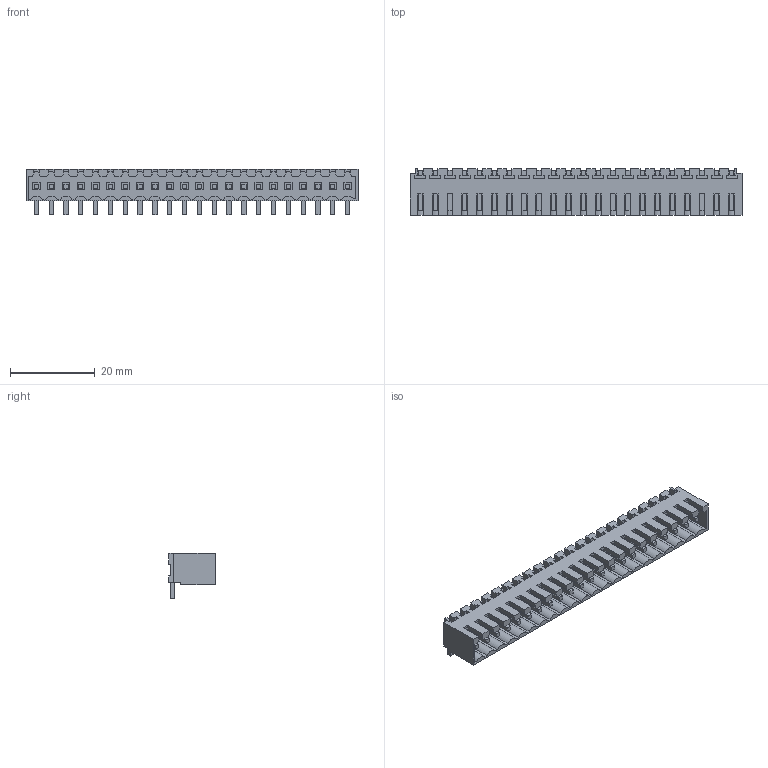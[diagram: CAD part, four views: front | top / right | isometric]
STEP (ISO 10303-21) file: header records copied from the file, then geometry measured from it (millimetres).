
FILE_DESCRIPTION(('CATIA V5 STEP Exchange','CAx-IF Rec.Pracs.--- Model Styling and Organization---1.2---2011-12-15'),'2;1');
FILE_NAME ('D1457199_0_1841830000_1841830000.stp','2018-03-10T11:10:10+00:00',('none'),('Weidmueller'),'CATIA Version 5-6 Release 2014','CATIA V5 STEP AP214','none');
FILE_SCHEMA(('AUTOMOTIVE_DESIGN { 1 0 10303 214 1 1 1 1 }'));
Length unit declared in the file: millimetre
Products named in the file (1): 1841830000
Bounding box: 78.4 x 11.05 x 10.65 mm (x, y, z)
Volume: 2614.8 mm3; surface area: 7218 mm2
Topology: 23 solids, 23 shells, 1222 faces, 3607 edges, 2453 vertices
Faces by surface type: plane 1200, cylinder 22
Entity records: 36516 total; most frequent: ORIENTED_EDGE 7214, CARTESIAN_POINT 6553, DIRECTION 4591, EDGE_CURVE 3607, VECTOR 3563, LINE 3563, VERTEX_POINT 2453, EDGE_LOOP 1288
